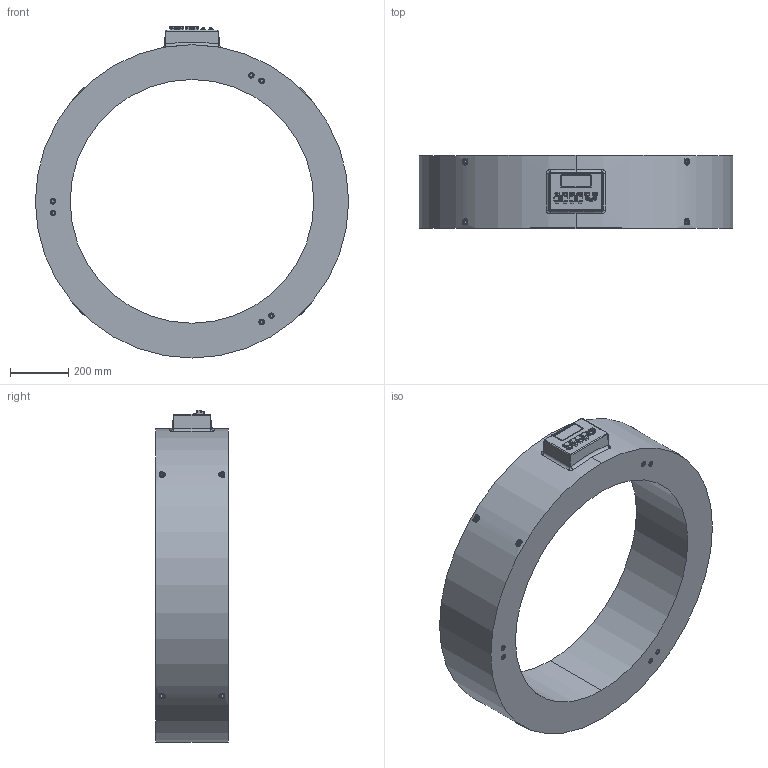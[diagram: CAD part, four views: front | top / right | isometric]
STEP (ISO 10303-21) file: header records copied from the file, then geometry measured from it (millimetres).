
FILE_DESCRIPTION (( 'STEP AP203' ), '1' );
FILE_NAME ('眧佸-0,66.STEP', '2022-08-02T05:09:11', ( '' ), ( '' ), 'SwSTEP 2.0', 'SolidWorks 2010', '' );
FILE_SCHEMA (( 'CONFIG_CONTROL_DESIGN' ));
Length unit declared in the file: millimetre
Products named in the file (1): 眧佸-0,66
Bounding box: 1080 x 250 x 1144.5 mm (x, y, z)
Surface area: 2290323.5 mm2 (no closed solid volume)
Topology: 0 solids, 64 shells, 409 faces, 1614 edges, 1239 vertices
Faces by surface type: cylinder 138, plane 127, bspline 73, cone 55, sphere 16
Entity records: 20012 total; most frequent: CARTESIAN_POINT 7427, DIRECTION 2540, ORIENTED_EDGE 2226, EDGE_CURVE 1614, VERTEX_POINT 1239, AXIS2_PLACEMENT_3D 948, LINE 644, VECTOR 644
